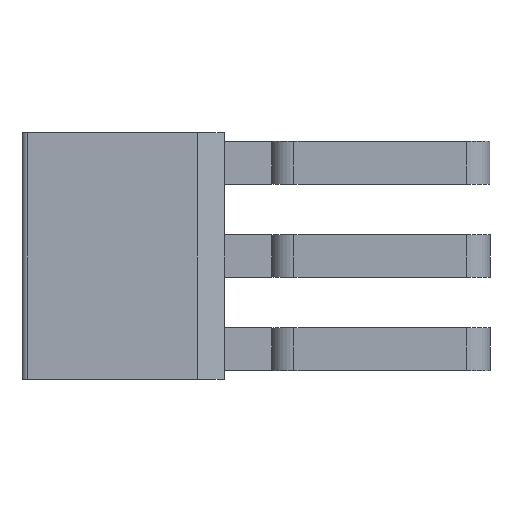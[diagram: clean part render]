
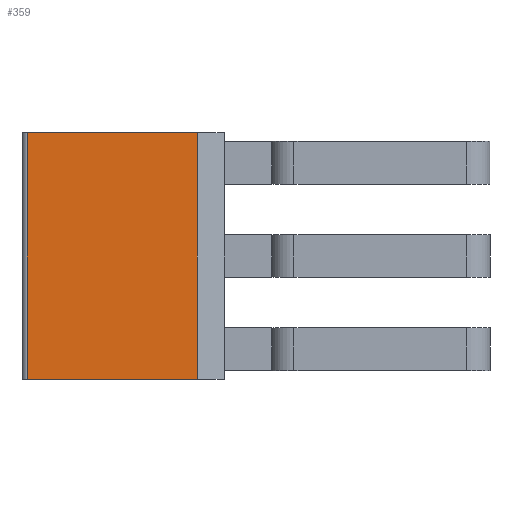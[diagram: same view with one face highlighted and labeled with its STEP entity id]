
A CAD part, left-side view. The second image highlights one B-rep face of the part: STEP entity #359.
In plain terms, the highlighted planar face has unit normal (-1, 0, 0).
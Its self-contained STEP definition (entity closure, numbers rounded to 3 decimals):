
#20 = ORIENTED_EDGE ( 'NONE', *, *, #110, .F. ) ;
#47 = EDGE_CURVE ( 'NONE', #1781, #1877, #1581, .T. ) ;
#92 = CARTESIAN_POINT ( 'NONE',  ( -14.61, 15.924, 5.034 ) ) ;
#106 = CARTESIAN_POINT ( 'NONE',  ( -14.61, 6.424, 18.834 ) ) ;
#110 = EDGE_CURVE ( 'NONE', #1877, #1637, #1385, .T. ) ;
#116 = EDGE_CURVE ( 'NONE', #1781, #618, #1028, .T. ) ;
#149 = DIRECTION ( 'NONE',  ( 0., 0., -1. ) ) ;
#359 = ADVANCED_FACE ( 'NONE', ( #451 ), #1433, .F. ) ;
#394 = CARTESIAN_POINT ( 'NONE',  ( -14.61, 6.424, 18.834 ) ) ;
#451 = FACE_OUTER_BOUND ( 'NONE', #1315, .T. ) ;
#618 = VERTEX_POINT ( 'NONE', #1572 ) ;
#776 = ORIENTED_EDGE ( 'NONE', *, *, #1474, .F. ) ;
#798 = AXIS2_PLACEMENT_3D ( 'NONE', #1459, #888, #1461 ) ;
#836 = ORIENTED_EDGE ( 'NONE', *, *, #116, .T. ) ;
#873 = VECTOR ( 'NONE', #149, 1000. ) ;
#888 = DIRECTION ( 'NONE',  ( 1., 0., 0. ) ) ;
#1028 = LINE ( 'NONE', #1291, #1050 ) ;
#1050 = VECTOR ( 'NONE', #1294, 1000. ) ;
#1182 = VECTOR ( 'NONE', #1325, 1000. ) ;
#1215 = CARTESIAN_POINT ( 'NONE',  ( -14.61, 15.924, 18.834 ) ) ;
#1221 = DIRECTION ( 'NONE',  ( 0., 0., 1. ) ) ;
#1256 = CARTESIAN_POINT ( 'NONE',  ( -14.61, 4.924, 18.834 ) ) ;
#1291 = CARTESIAN_POINT ( 'NONE',  ( -14.61, 4.924, 5.034 ) ) ;
#1294 = DIRECTION ( 'NONE',  ( 0., -1., 0. ) ) ;
#1315 = EDGE_LOOP ( 'NONE', ( #776, #20, #1597, #836 ) ) ;
#1325 = DIRECTION ( 'NONE',  ( 0., -1., 0. ) ) ;
#1385 = LINE ( 'NONE', #1256, #1182 ) ;
#1433 = PLANE ( 'NONE',  #798 ) ;
#1459 = CARTESIAN_POINT ( 'NONE',  ( -14.61, 14.548, 18.834 ) ) ;
#1461 = DIRECTION ( 'NONE',  ( 0., 0., -1. ) ) ;
#1474 = EDGE_CURVE ( 'NONE', #1637, #618, #1761, .T. ) ;
#1572 = CARTESIAN_POINT ( 'NONE',  ( -14.61, 6.424, 5.034 ) ) ;
#1581 = LINE ( 'NONE', #1215, #1623 ) ;
#1590 = CARTESIAN_POINT ( 'NONE',  ( -14.61, 15.924, 18.834 ) ) ;
#1597 = ORIENTED_EDGE ( 'NONE', *, *, #47, .F. ) ;
#1623 = VECTOR ( 'NONE', #1221, 1000. ) ;
#1637 = VERTEX_POINT ( 'NONE', #394 ) ;
#1761 = LINE ( 'NONE', #106, #873 ) ;
#1781 = VERTEX_POINT ( 'NONE', #92 ) ;
#1877 = VERTEX_POINT ( 'NONE', #1590 ) ;
